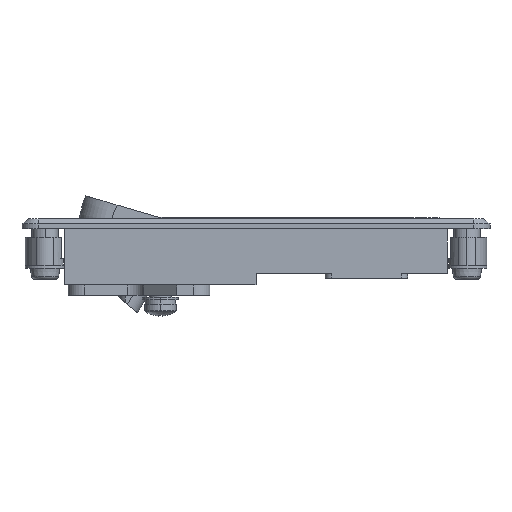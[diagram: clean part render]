
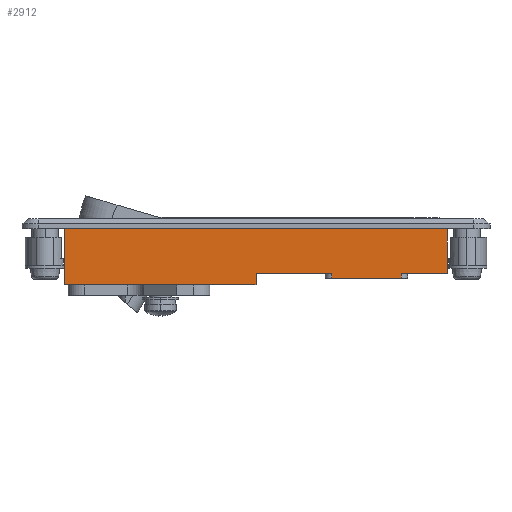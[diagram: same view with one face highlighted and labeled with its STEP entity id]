
A CAD part, left-side view. The second image highlights one B-rep face of the part: STEP entity #2912.
In plain terms, the highlighted planar face has unit normal (-1, 0, 0).
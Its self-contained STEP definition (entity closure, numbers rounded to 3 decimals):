
#66 = EDGE_LOOP ( 'NONE', ( #643, #644, #642, #646, #645, #647, #648, #649, #650, #651 ) ) ;
#642 = ORIENTED_EDGE ( 'NONE', *, *, #8959, .F. ) ;
#643 = ORIENTED_EDGE ( 'NONE', *, *, #8968, .F. ) ;
#644 = ORIENTED_EDGE ( 'NONE', *, *, #8988, .T. ) ;
#645 = ORIENTED_EDGE ( 'NONE', *, *, #8881, .F. ) ;
#646 = ORIENTED_EDGE ( 'NONE', *, *, #8956, .F. ) ;
#647 = ORIENTED_EDGE ( 'NONE', *, *, #8984, .F. ) ;
#648 = ORIENTED_EDGE ( 'NONE', *, *, #2805, .F. ) ;
#649 = ORIENTED_EDGE ( 'NONE', *, *, #8982, .F. ) ;
#650 = ORIENTED_EDGE ( 'NONE', *, *, #8978, .F. ) ;
#651 = ORIENTED_EDGE ( 'NONE', *, *, #8989, .T. ) ;
#2407 = VERTEX_POINT ( 'NONE', #6142 ) ;
#2414 = VERTEX_POINT ( 'NONE', #6149 ) ;
#2461 = VERTEX_POINT ( 'NONE', #6196 ) ;
#2465 = VERTEX_POINT ( 'NONE', #6200 ) ;
#2522 = VERTEX_POINT ( 'NONE', #6257 ) ;
#2524 = VERTEX_POINT ( 'NONE', #6259 ) ;
#2530 = VERTEX_POINT ( 'NONE', #6265 ) ;
#2531 = VERTEX_POINT ( 'NONE', #6266 ) ;
#2538 = VERTEX_POINT ( 'NONE', #6273 ) ;
#2539 = VERTEX_POINT ( 'NONE', #6274 ) ;
#2805 = EDGE_CURVE ( 'NONE', #2414, #2407, #4475, .T. ) ;
#2912 = ADVANCED_FACE ( 'NONE', ( #7977 ), #7588, .T. ) ;
#3944 = VECTOR ( 'NONE', #6697, 1000. ) ;
#4475 = LINE ( 'NONE', #6696, #3944 ) ;
#6142 = CARTESIAN_POINT ( 'NONE',  ( -13., 29., -11.5 ) ) ;
#6149 = CARTESIAN_POINT ( 'NONE',  ( -13., -29., -11.5 ) ) ;
#6196 = CARTESIAN_POINT ( 'NONE',  ( -13., -87., 5.5 ) ) ;
#6200 = CARTESIAN_POINT ( 'NONE',  ( -13., 29., 5.5 ) ) ;
#6257 = CARTESIAN_POINT ( 'NONE',  ( -13., -87., -8. ) ) ;
#6259 = CARTESIAN_POINT ( 'NONE',  ( -13., -73., -8. ) ) ;
#6265 = CARTESIAN_POINT ( 'NONE',  ( -13., -73., -9.5 ) ) ;
#6266 = CARTESIAN_POINT ( 'NONE',  ( -13., -52., -9.5 ) ) ;
#6273 = CARTESIAN_POINT ( 'NONE',  ( -13., -52., -8. ) ) ;
#6274 = CARTESIAN_POINT ( 'NONE',  ( -13., -29., -8. ) ) ;
#6696 = CARTESIAN_POINT ( 'NONE',  ( -13., 29., -11.5 ) ) ;
#6697 = DIRECTION ( 'NONE',  ( 0., 1., 0. ) ) ;
#6995 = AXIS2_PLACEMENT_3D ( 'NONE', #7589, #7590, #7591 ) ;
#7009 = VECTOR ( 'NONE', #7624, 1000. ) ;
#7104 = VECTOR ( 'NONE', #7792, 1000. ) ;
#7108 = VECTOR ( 'NONE', #7799, 1000. ) ;
#7120 = VECTOR ( 'NONE', #7820, 1000. ) ;
#7132 = VECTOR ( 'NONE', #7843, 1000. ) ;
#7138 = VECTOR ( 'NONE', #7853, 1000. ) ;
#7140 = VECTOR ( 'NONE', #7857, 1000. ) ;
#7145 = VECTOR ( 'NONE', #7865, 1000. ) ;
#7146 = VECTOR ( 'NONE', #7867, 1000. ) ;
#7588 = PLANE ( 'NONE',  #6995 ) ;
#7589 = CARTESIAN_POINT ( 'NONE',  ( -13., 29., 5.5 ) ) ;
#7590 = DIRECTION ( 'NONE',  ( -1., 0., 0. ) ) ;
#7591 = DIRECTION ( 'NONE',  ( 0., 0., 1. ) ) ;
#7623 = CARTESIAN_POINT ( 'NONE',  ( -13., -87., 5.5 ) ) ;
#7624 = DIRECTION ( 'NONE',  ( 0., -1., 0. ) ) ;
#7791 = CARTESIAN_POINT ( 'NONE',  ( -13., -87., -8. ) ) ;
#7792 = DIRECTION ( 'NONE',  ( 0., 0., -1. ) ) ;
#7798 = CARTESIAN_POINT ( 'NONE',  ( -13., -75., -8. ) ) ;
#7799 = DIRECTION ( 'NONE',  ( 0., 1., 0. ) ) ;
#7819 = CARTESIAN_POINT ( 'NONE',  ( -13., -50., -9.5 ) ) ;
#7820 = DIRECTION ( 'NONE',  ( 0., 1., 0. ) ) ;
#7842 = CARTESIAN_POINT ( 'NONE',  ( -13., -29., -8. ) ) ;
#7843 = DIRECTION ( 'NONE',  ( 0., 1., 0. ) ) ;
#7852 = CARTESIAN_POINT ( 'NONE',  ( -13., -29., -11.5 ) ) ;
#7853 = DIRECTION ( 'NONE',  ( 0., 0., -1. ) ) ;
#7856 = CARTESIAN_POINT ( 'NONE',  ( -13., 29., 5.5 ) ) ;
#7857 = DIRECTION ( 'NONE',  ( 0., 0., 1. ) ) ;
#7864 = CARTESIAN_POINT ( 'NONE',  ( -13., -73., -8. ) ) ;
#7865 = DIRECTION ( 'NONE',  ( 0., 0., 1. ) ) ;
#7866 = CARTESIAN_POINT ( 'NONE',  ( -13., -52., -9.5 ) ) ;
#7867 = DIRECTION ( 'NONE',  ( 0., 0., -1. ) ) ;
#7977 = FACE_OUTER_BOUND ( 'NONE', #66, .T. ) ;
#7989 = LINE ( 'NONE', #7623, #7009 ) ;
#8046 = LINE ( 'NONE', #7791, #7104 ) ;
#8048 = LINE ( 'NONE', #7798, #7108 ) ;
#8054 = LINE ( 'NONE', #7819, #7120 ) ;
#8061 = LINE ( 'NONE', #7842, #7132 ) ;
#8063 = LINE ( 'NONE', #7852, #7138 ) ;
#8065 = LINE ( 'NONE', #7856, #7140 ) ;
#8069 = LINE ( 'NONE', #7864, #7145 ) ;
#8070 = LINE ( 'NONE', #7866, #7146 ) ;
#8881 = EDGE_CURVE ( 'NONE', #2465, #2461, #7989, .T. ) ;
#8956 = EDGE_CURVE ( 'NONE', #2461, #2522, #8046, .T. ) ;
#8959 = EDGE_CURVE ( 'NONE', #2522, #2524, #8048, .T. ) ;
#8968 = EDGE_CURVE ( 'NONE', #2530, #2531, #8054, .T. ) ;
#8978 = EDGE_CURVE ( 'NONE', #2538, #2539, #8061, .T. ) ;
#8982 = EDGE_CURVE ( 'NONE', #2539, #2414, #8063, .T. ) ;
#8984 = EDGE_CURVE ( 'NONE', #2407, #2465, #8065, .T. ) ;
#8988 = EDGE_CURVE ( 'NONE', #2530, #2524, #8069, .T. ) ;
#8989 = EDGE_CURVE ( 'NONE', #2538, #2531, #8070, .T. ) ;
